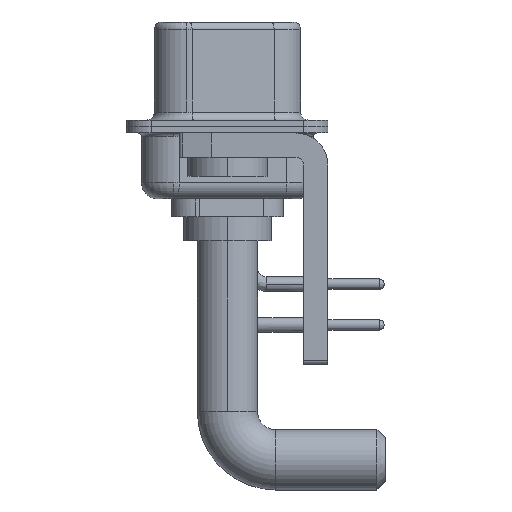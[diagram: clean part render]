
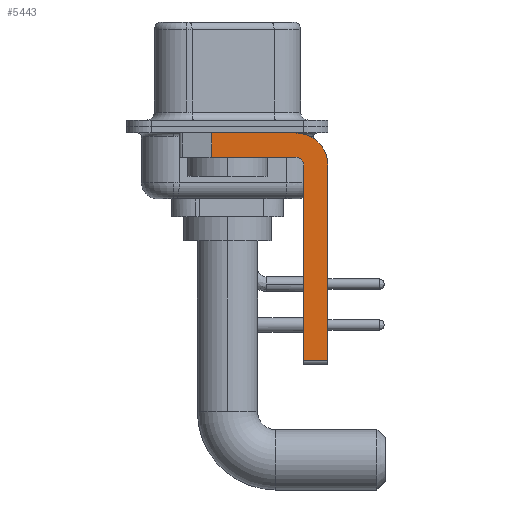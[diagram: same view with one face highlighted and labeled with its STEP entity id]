
A CAD part, left-side view. The second image highlights one B-rep face of the part: STEP entity #5443.
In plain terms, the highlighted planar face has unit normal (-1, 0, 0).
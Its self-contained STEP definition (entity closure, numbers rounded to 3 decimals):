
#94 = DIRECTION ( 'NONE',  ( 0., -1., 0. ) ) ;
#241 = LINE ( 'NONE', #16049, #23649 ) ;
#973 = CARTESIAN_POINT ( 'NONE',  ( -2.9, -4.25, -2.4 ) ) ;
#1824 = AXIS2_PLACEMENT_3D ( 'NONE', #973, #14149, #20866 ) ;
#1827 = LINE ( 'NONE', #4461, #21426 ) ;
#1877 = AXIS2_PLACEMENT_3D ( 'NONE', #20088, #22274, #1951 ) ;
#1951 = DIRECTION ( 'NONE',  ( 0., 0., -1. ) ) ;
#2021 = DIRECTION ( 'NONE',  ( 0., 0., 1. ) ) ;
#2161 = LINE ( 'NONE', #24536, #27528 ) ;
#2302 = LINE ( 'NONE', #17963, #15645 ) ;
#2380 = ORIENTED_EDGE ( 'NONE', *, *, #4934, .F. ) ;
#3420 = CARTESIAN_POINT ( 'NONE',  ( -2.9, -4.75, -14.55 ) ) ;
#4461 = CARTESIAN_POINT ( 'NONE',  ( -2.9, -4.25, -1.9 ) ) ;
#4650 = CARTESIAN_POINT ( 'NONE',  ( -2.9, 3., -0.4 ) ) ;
#4675 = CIRCLE ( 'NONE', #1877, 2. ) ;
#4764 = CIRCLE ( 'NONE', #16907, 0.5 ) ;
#4934 = EDGE_CURVE ( 'NONE', #22225, #5033, #4675, .T. ) ;
#5033 = VERTEX_POINT ( 'NONE', #13660 ) ;
#5443 = ADVANCED_FACE ( 'NONE', ( #7577 ), #9625, .F. ) ;
#6563 = LINE ( 'NONE', #11379, #24268 ) ;
#7577 = FACE_OUTER_BOUND ( 'NONE', #15375, .T. ) ;
#7823 = EDGE_CURVE ( 'NONE', #15704, #24218, #4764, .T. ) ;
#8355 = ORIENTED_EDGE ( 'NONE', *, *, #21111, .F. ) ;
#9095 = ORIENTED_EDGE ( 'NONE', *, *, #26671, .T. ) ;
#9625 = PLANE ( 'NONE',  #1824 ) ;
#10923 = VERTEX_POINT ( 'NONE', #18414 ) ;
#11331 = DIRECTION ( 'NONE',  ( 0., 1., 0. ) ) ;
#11379 = CARTESIAN_POINT ( 'NONE',  ( -2.9, 0.978, -1.9 ) ) ;
#12370 = EDGE_CURVE ( 'NONE', #5033, #22943, #2302, .T. ) ;
#13350 = CARTESIAN_POINT ( 'NONE',  ( -2.9, 0.978, -0.4 ) ) ;
#13660 = CARTESIAN_POINT ( 'NONE',  ( -2.9, -6.25, -2.4 ) ) ;
#13809 = VECTOR ( 'NONE', #20877, 1000. ) ;
#14149 = DIRECTION ( 'NONE',  ( 1., 0., 0. ) ) ;
#14218 = ORIENTED_EDGE ( 'NONE', *, *, #26659, .F. ) ;
#15375 = EDGE_LOOP ( 'NONE', ( #8355, #9095, #27040, #22230, #14218, #15378, #16849, #2380 ) ) ;
#15378 = ORIENTED_EDGE ( 'NONE', *, *, #23516, .T. ) ;
#15645 = VECTOR ( 'NONE', #20158, 1000. ) ;
#15685 = VERTEX_POINT ( 'NONE', #3420 ) ;
#15704 = VERTEX_POINT ( 'NONE', #28384 ) ;
#16049 = CARTESIAN_POINT ( 'NONE',  ( -2.9, -4.25, -14.55 ) ) ;
#16070 = LINE ( 'NONE', #4650, #13809 ) ;
#16849 = ORIENTED_EDGE ( 'NONE', *, *, #12370, .F. ) ;
#16907 = AXIS2_PLACEMENT_3D ( 'NONE', #17168, #19778, #26065 ) ;
#17168 = CARTESIAN_POINT ( 'NONE',  ( -2.9, -4.25, -2.4 ) ) ;
#17963 = CARTESIAN_POINT ( 'NONE',  ( -2.9, -6.25, -2.4 ) ) ;
#18414 = CARTESIAN_POINT ( 'NONE',  ( -2.9, 0.978, -1.9 ) ) ;
#19778 = DIRECTION ( 'NONE',  ( -1., 0., 0. ) ) ;
#20088 = CARTESIAN_POINT ( 'NONE',  ( -2.9, -4.25, -2.4 ) ) ;
#20158 = DIRECTION ( 'NONE',  ( 0., 0., -1. ) ) ;
#20866 = DIRECTION ( 'NONE',  ( 0., 0., -1. ) ) ;
#20877 = DIRECTION ( 'NONE',  ( 0., -1., 0. ) ) ;
#21111 = EDGE_CURVE ( 'NONE', #24364, #22225, #16070, .T. ) ;
#21263 = CARTESIAN_POINT ( 'NONE',  ( -2.9, -6.25, -14.55 ) ) ;
#21426 = VECTOR ( 'NONE', #11331, 1000. ) ;
#22038 = CARTESIAN_POINT ( 'NONE',  ( -2.9, -4.25, -0.4 ) ) ;
#22225 = VERTEX_POINT ( 'NONE', #22038 ) ;
#22230 = ORIENTED_EDGE ( 'NONE', *, *, #7823, .F. ) ;
#22274 = DIRECTION ( 'NONE',  ( 1., 0., 0. ) ) ;
#22943 = VERTEX_POINT ( 'NONE', #21263 ) ;
#23516 = EDGE_CURVE ( 'NONE', #15685, #22943, #241, .T. ) ;
#23649 = VECTOR ( 'NONE', #94, 1000. ) ;
#24218 = VERTEX_POINT ( 'NONE', #28092 ) ;
#24268 = VECTOR ( 'NONE', #26574, 1000. ) ;
#24364 = VERTEX_POINT ( 'NONE', #13350 ) ;
#24536 = CARTESIAN_POINT ( 'NONE',  ( -2.9, -4.75, -14.8 ) ) ;
#25755 = EDGE_CURVE ( 'NONE', #24218, #10923, #1827, .T. ) ;
#26065 = DIRECTION ( 'NONE',  ( 0., 0., 1. ) ) ;
#26574 = DIRECTION ( 'NONE',  ( 0., 0., -1. ) ) ;
#26659 = EDGE_CURVE ( 'NONE', #15685, #15704, #2161, .T. ) ;
#26671 = EDGE_CURVE ( 'NONE', #24364, #10923, #6563, .T. ) ;
#27040 = ORIENTED_EDGE ( 'NONE', *, *, #25755, .F. ) ;
#27528 = VECTOR ( 'NONE', #2021, 1000. ) ;
#28092 = CARTESIAN_POINT ( 'NONE',  ( -2.9, -4.25, -1.9 ) ) ;
#28384 = CARTESIAN_POINT ( 'NONE',  ( -2.9, -4.75, -2.4 ) ) ;
